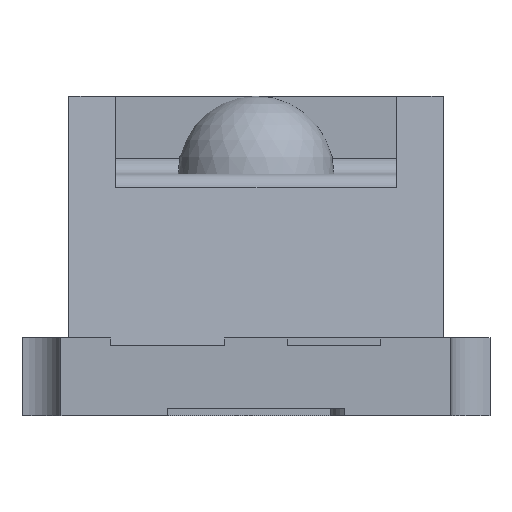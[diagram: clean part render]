
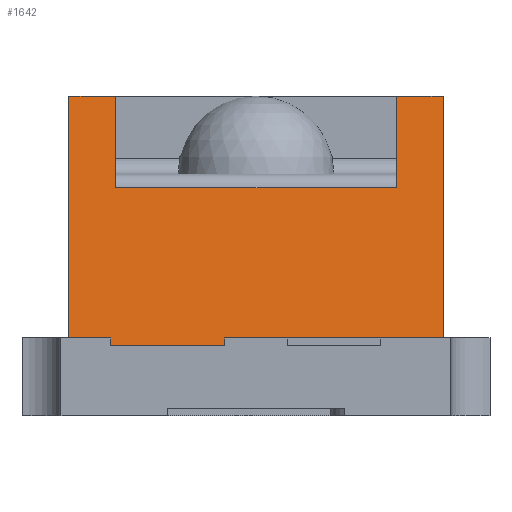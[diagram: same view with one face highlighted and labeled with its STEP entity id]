
A CAD part, left-side view. The second image highlights one B-rep face of the part: STEP entity #1642.
In plain terms, the highlighted planar face has unit normal (-0.993, 0, 0.121).
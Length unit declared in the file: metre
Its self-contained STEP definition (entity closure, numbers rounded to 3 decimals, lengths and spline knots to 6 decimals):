
#293=ORIENTED_EDGE('',*,*,#734,.F.);
#294=ORIENTED_EDGE('',*,*,#735,.T.);
#295=ORIENTED_EDGE('',*,*,#736,.T.);
#296=ORIENTED_EDGE('',*,*,#643,.F.);
#297=ORIENTED_EDGE('',*,*,#651,.F.);
#298=ORIENTED_EDGE('',*,*,#737,.T.);
#299=ORIENTED_EDGE('',*,*,#616,.T.);
#300=ORIENTED_EDGE('',*,*,#738,.T.);
#301=ORIENTED_EDGE('',*,*,#637,.T.);
#302=ORIENTED_EDGE('',*,*,#647,.F.);
#616=EDGE_CURVE('',#847,#851,#1000,.T.);
#637=EDGE_CURVE('',#853,#871,#1020,.T.);
#643=EDGE_CURVE('',#876,#877,#1026,.T.);
#647=EDGE_CURVE('',#880,#871,#1030,.T.);
#651=EDGE_CURVE('',#869,#876,#1034,.T.);
#734=EDGE_CURVE('',#942,#880,#1106,.T.);
#735=EDGE_CURVE('',#942,#943,#1107,.F.);
#736=EDGE_CURVE('',#943,#877,#1108,.T.);
#737=EDGE_CURVE('',#869,#847,#1109,.T.);
#738=EDGE_CURVE('',#851,#853,#1110,.T.);
#847=VERTEX_POINT('',#2638);
#851=VERTEX_POINT('',#2646);
#853=VERTEX_POINT('',#2651);
#869=VERTEX_POINT('',#2688);
#871=VERTEX_POINT('',#2694);
#876=VERTEX_POINT('',#2705);
#877=VERTEX_POINT('',#2707);
#880=VERTEX_POINT('',#2713);
#942=VERTEX_POINT('',#2875);
#943=VERTEX_POINT('',#2877);
#1000=LINE('',#2647,#1201);
#1020=LINE('',#2693,#1221);
#1026=LINE('',#2706,#1227);
#1030=LINE('',#2714,#1231);
#1034=LINE('',#2721,#1235);
#1106=LINE('',#2874,#1307);
#1107=LINE('',#2876,#1308);
#1108=LINE('',#2878,#1309);
#1109=LINE('',#2879,#1310);
#1110=LINE('',#2880,#1311);
#1201=VECTOR('',#2196,1.);
#1221=VECTOR('',#2230,1.);
#1227=VECTOR('',#2238,1.);
#1231=VECTOR('',#2242,1.);
#1235=VECTOR('',#2248,1.);
#1307=VECTOR('',#2364,1.);
#1308=VECTOR('',#2365,1.);
#1309=VECTOR('',#2366,1.);
#1310=VECTOR('',#2367,1.);
#1311=VECTOR('',#2368,1.);
#1408=EDGE_LOOP('',(#293,#294,#295,#296,#297,#298,#299,#300,#301,#302));
#1492=FACE_BOUND('',#1408,.T.);
#1572=PLANE('',#2086);
#1642=ADVANCED_FACE('',(#1492),#1572,.F.);
#2086=AXIS2_PLACEMENT_3D('',#2873,#2362,#2363);
#2196=DIRECTION('',(0.,-1.,0.));
#2230=DIRECTION('',(0.121,0.,0.993));
#2238=DIRECTION('',(0.,-1.,0.));
#2242=DIRECTION('',(0.,-1.,0.));
#2248=DIRECTION('',(0.121,0.,0.993));
#2362=DIRECTION('',(0.993,0.,-0.121));
#2363=DIRECTION('',(-0.121,0.,-0.993));
#2364=DIRECTION('',(0.121,0.,0.993));
#2365=DIRECTION('',(0.,-1.,0.));
#2366=DIRECTION('',(0.121,0.,0.993));
#2367=DIRECTION('',(0.,-1.,0.));
#2368=DIRECTION('',(0.,-1.,0.));
#2638=CARTESIAN_POINT('',(-0.0015,0.0011,0.0004));
#2646=CARTESIAN_POINT('',(-0.0015,-0.000976,0.0004));
#2647=CARTESIAN_POINT('',(-0.0015,0.,0.0004));
#2651=CARTESIAN_POINT('',(-0.0015,-0.0012,0.0004));
#2688=CARTESIAN_POINT('',(-0.0015,0.0012,0.0004));
#2693=CARTESIAN_POINT('',(-0.001402,-0.0012,0.0012));
#2694=CARTESIAN_POINT('',(-0.001304,-0.0012,0.002));
#2705=CARTESIAN_POINT('',(-0.001304,0.0012,0.002));
#2706=CARTESIAN_POINT('',(-0.001304,0.0238,0.002));
#2707=CARTESIAN_POINT('',(-0.001304,0.0009,0.002));
#2713=CARTESIAN_POINT('',(-0.001304,-0.0009,0.002));
#2714=CARTESIAN_POINT('',(-0.001304,0.0238,0.002));
#2721=CARTESIAN_POINT('',(-0.001285,0.0012,0.002157));
#2873=CARTESIAN_POINT('',(-0.001402,0.0238,0.0012));
#2874=CARTESIAN_POINT('',(-0.001402,-0.0009,0.0012));
#2875=CARTESIAN_POINT('',(-0.001376,-0.0009,0.001412));
#2876=CARTESIAN_POINT('',(-0.001376,0.0009,0.001412));
#2877=CARTESIAN_POINT('',(-0.001376,0.0009,0.001412));
#2878=CARTESIAN_POINT('',(-0.001402,0.0009,0.0012));
#2879=CARTESIAN_POINT('',(-0.0015,0.,0.0004));
#2880=CARTESIAN_POINT('',(-0.0015,-0.00135,0.0004));
